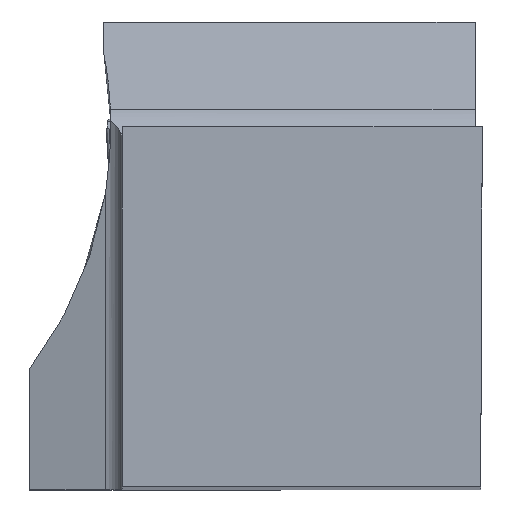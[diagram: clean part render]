
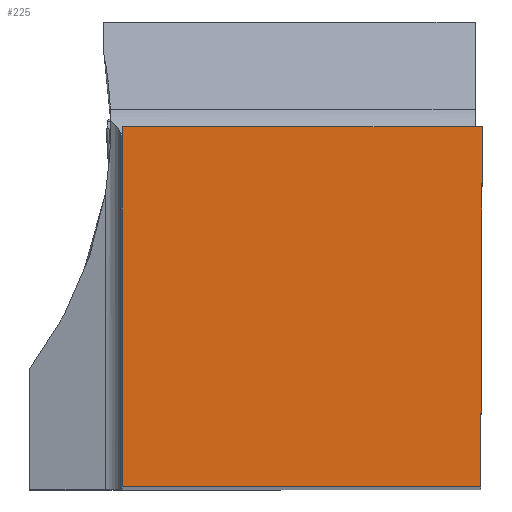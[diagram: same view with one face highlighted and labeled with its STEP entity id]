
A CAD part, top view. The second image highlights one B-rep face of the part: STEP entity #225.
In plain terms, the highlighted planar face has unit normal (0, 0, 1).
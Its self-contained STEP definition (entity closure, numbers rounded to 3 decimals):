
#165=PLANE('',#2123);
#225=ADVANCED_FACE('CU_BACK_SU1',(#358),#165,.F.);
#358=FACE_OUTER_BOUND('',#468,.T.);
#468=EDGE_LOOP('',(#1061,#1062,#1063,#1064));
#653=LINE('',#2913,#793);
#656=LINE('',#2919,#796);
#679=LINE('',#3032,#819);
#680=LINE('',#3034,#820);
#793=VECTOR('',#2316,1.);
#796=VECTOR('',#2321,1.);
#819=VECTOR('',#2382,1.);
#820=VECTOR('',#2383,1.);
#1061=ORIENTED_EDGE('',*,*,#1788,.T.);
#1062=ORIENTED_EDGE('',*,*,#1750,.T.);
#1063=ORIENTED_EDGE('',*,*,#1753,.T.);
#1064=ORIENTED_EDGE('',*,*,#1789,.F.);
#1554=VERTEX_POINT('',#2906);
#1557=VERTEX_POINT('',#2912);
#1559=VERTEX_POINT('',#2918);
#1580=VERTEX_POINT('',#3033);
#1750=EDGE_CURVE('',#1554,#1557,#653,.T.);
#1753=EDGE_CURVE('',#1557,#1559,#656,.T.);
#1788=EDGE_CURVE('',#1580,#1554,#679,.T.);
#1789=EDGE_CURVE('',#1580,#1559,#680,.T.);
#2123=AXIS2_PLACEMENT_3D('',#3035,#2384,#2385);
#2316=DIRECTION('',(0.004,1.,0.));
#2321=DIRECTION('',(-1.,0.,0.));
#2382=DIRECTION('',(1.,0.,0.));
#2383=DIRECTION('',(0.,1.,0.));
#2384=DIRECTION('',(0.,0.,-1.));
#2385=DIRECTION('',(0.,-1.,0.));
#2906=CARTESIAN_POINT('',(-0.109,0.,0.));
#2912=CARTESIAN_POINT('',(0.,24.875,0.));
#2913=CARTESIAN_POINT('',(0.088,44.976,0.));
#2918=CARTESIAN_POINT('',(-24.875,24.875,0.));
#2919=CARTESIAN_POINT('',(23.244,24.875,0.));
#3032=CARTESIAN_POINT('',(23.244,0.,0.));
#3033=CARTESIAN_POINT('',(-24.875,0.,0.));
#3034=CARTESIAN_POINT('',(-24.875,44.875,0.));
#3035=CARTESIAN_POINT('',(23.244,44.875,0.));
